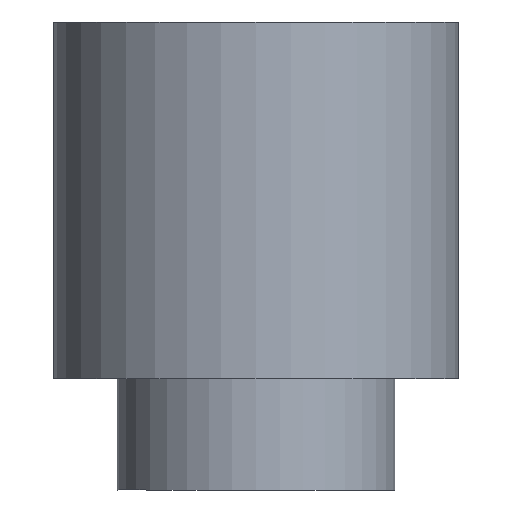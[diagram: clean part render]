
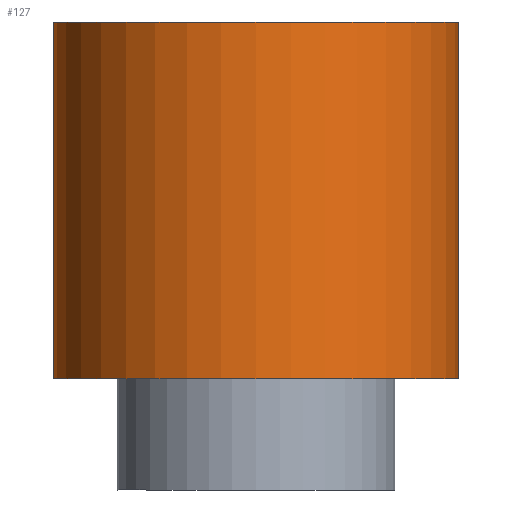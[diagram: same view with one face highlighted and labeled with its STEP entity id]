
A CAD part, front view. The second image highlights one B-rep face of the part: STEP entity #127.
In plain terms, the highlighted cylindrical face has radius 2.55 mm (diameter 5.1 mm), a full revolution.
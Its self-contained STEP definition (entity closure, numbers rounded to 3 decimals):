
#21=CYLINDRICAL_SURFACE('',#142,2.55);
#29=ORIENTED_EDGE('',*,*,#39,.T.);
#30=ORIENTED_EDGE('',*,*,#38,.F.);
#38=EDGE_CURVE('',#44,#44,#50,.T.);
#39=EDGE_CURVE('',#45,#45,#51,.T.);
#44=VERTEX_POINT('',#184);
#45=VERTEX_POINT('',#187);
#50=CIRCLE('',#141,2.55);
#51=CIRCLE('',#143,2.55);
#59=EDGE_LOOP('',(#29));
#60=EDGE_LOOP('',(#30));
#71=FACE_BOUND('',#59,.T.);
#72=FACE_BOUND('',#60,.T.);
#127=ADVANCED_FACE('',(#71,#72),#21,.T.);
#141=AXIS2_PLACEMENT_3D('',#183,#161,#162);
#142=AXIS2_PLACEMENT_3D('',#185,#163,#164);
#143=AXIS2_PLACEMENT_3D('',#186,#165,#166);
#161=DIRECTION('',(0.,0.,-1.));
#162=DIRECTION('',(-1.,0.,0.));
#163=DIRECTION('',(0.,0.,-1.));
#164=DIRECTION('',(-1.,0.,0.));
#165=DIRECTION('',(0.,0.,-1.));
#166=DIRECTION('',(-1.,0.,0.));
#183=CARTESIAN_POINT('',(0.,0.,0.));
#184=CARTESIAN_POINT('',(-2.55,0.,0.));
#185=CARTESIAN_POINT('',(0.,0.,1.));
#186=CARTESIAN_POINT('',(0.,0.,4.5));
#187=CARTESIAN_POINT('',(-2.55,0.,4.5));
